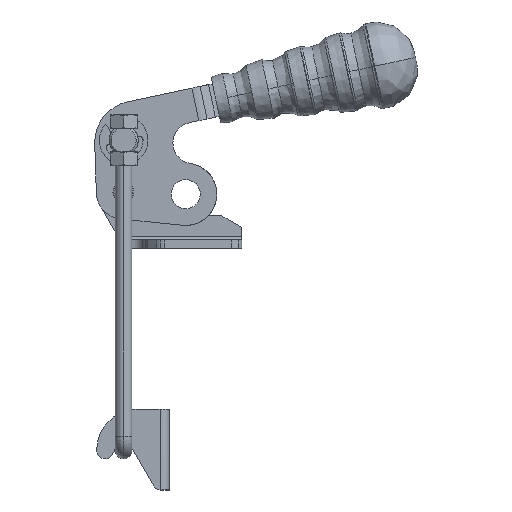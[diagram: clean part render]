
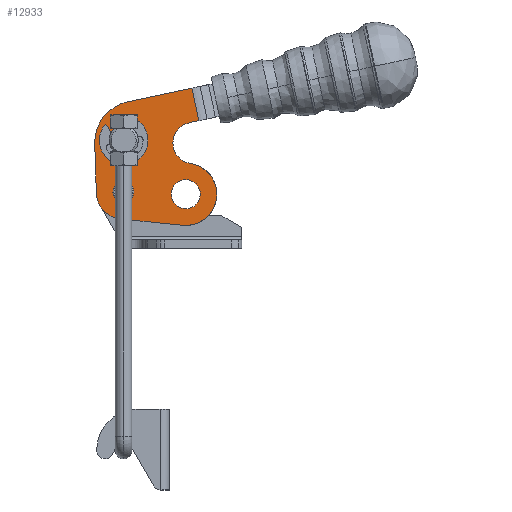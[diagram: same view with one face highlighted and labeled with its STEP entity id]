
A CAD part, front view. The second image highlights one B-rep face of the part: STEP entity #12933.
In plain terms, the highlighted free-form (B-spline) face has degree [1, 1] with [2, 2] control points.
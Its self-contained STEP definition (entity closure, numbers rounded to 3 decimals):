
#1095=CARTESIAN_POINT('',(-46.146,-10.656,7.616));
#1096=VERTEX_POINT('',#1095);
#1113=CARTESIAN_POINT('',(-36.146,-10.656,7.616));
#1114=VERTEX_POINT('',#1113);
#1121=CARTESIAN_POINT('',(-41.146,-10.656,7.616));
#1122=DIRECTION('',(0.,1.0,0.));
#1123=DIRECTION('',(-1.0,0.,0.));
#1124=AXIS2_PLACEMENT_3D('',#1121,#1122,#1123);
#1125=CIRCLE('',#1124,5.);
#1126=EDGE_CURVE('',#1096,#1114,#1125,.T.);
#1220=CARTESIAN_POINT('',(-17.88,-10.656,4.812));
#1221=VERTEX_POINT('',#1220);
#1230=CARTESIAN_POINT('',(-4.312,-10.656,8.421));
#1231=VERTEX_POINT('',#1230);
#1232=CARTESIAN_POINT('',(-11.096,-10.656,6.616));
#1233=DIRECTION('',(0.,1.0,0.));
#1234=DIRECTION('',(-0.966,0.,-0.257));
#1235=AXIS2_PLACEMENT_3D('',#1232,#1233,#1234);
#1236=CIRCLE('',#1235,7.02);
#1237=EDGE_CURVE('',#1231,#1221,#1236,.T.);
#2510=CARTESIAN_POINT('',(-44.185,-10.656,21.384));
#2511=VERTEX_POINT('',#2510);
#2527=CARTESIAN_POINT('',(-49.919,-10.656,40.183));
#2528=VERTEX_POINT('',#2527);
#2535=CARTESIAN_POINT('',(-40.979,-10.656,32.636));
#2536=DIRECTION('',(0.,1.0,0.));
#2537=DIRECTION('',(-0.274,0.,-0.962));
#2538=AXIS2_PLACEMENT_3D('',#2535,#2536,#2537);
#2539=CIRCLE('',#2538,11.7);
#2540=EDGE_CURVE('',#2511,#2528,#2539,.T.);
#6096=CARTESIAN_POINT('',(-52.404,-10.656,1.116));
#6097=VERTEX_POINT('',#6096);
#6115=CARTESIAN_POINT('',(-42.441,-10.656,-5.319));
#6116=VERTEX_POINT('',#6115);
#6123=CARTESIAN_POINT('',(-41.146,-10.656,7.616));
#6124=DIRECTION('',(0.,1.,0.));
#6125=DIRECTION('',(0.999,0.,0.033));
#6126=AXIS2_PLACEMENT_3D('',#6123,#6124,#6125);
#6127=CIRCLE('',#6126,13.0);
#6128=EDGE_CURVE('',#6116,#6097,#6127,.T.);
#6155=CARTESIAN_POINT('',(-54.139,-10.656,7.184));
#6156=VERTEX_POINT('',#6155);
#6157=CARTESIAN_POINT('',(-41.146,-10.656,7.616));
#6158=DIRECTION('',(0.,1.,0.));
#6159=DIRECTION('',(0.999,0.,0.033));
#6160=AXIS2_PLACEMENT_3D('',#6157,#6158,#6159);
#6161=CIRCLE('',#6160,13.0);
#6162=EDGE_CURVE('',#6097,#6156,#6161,.T.);
#8022=CARTESIAN_POINT('',(-39.107,-10.656,51.127));
#8023=VERTEX_POINT('',#8022);
#8030=CARTESIAN_POINT('',(-8.092,-10.656,57.734));
#8031=VERTEX_POINT('',#8030);
#8032=CARTESIAN_POINT('',(-39.107,-10.656,51.127));
#8033=DIRECTION('',(0.978,0.,0.208));
#8034=VECTOR('',#8033,31.711);
#8035=LINE('',#8032,#8034);
#8036=EDGE_CURVE('',#8023,#8031,#8035,.T.);
#9988=CARTESIAN_POINT('',(-8.807,-10.656,21.441));
#9989=VERTEX_POINT('',#9988);
#9996=CARTESIAN_POINT('',(-12.591,-10.656,-8.309));
#9997=VERTEX_POINT('',#9996);
#9998=CARTESIAN_POINT('',(-11.096,-10.656,6.616));
#9999=DIRECTION('',(0.,1.0,0.));
#10000=DIRECTION('',(0.1,0.,0.995));
#10001=AXIS2_PLACEMENT_3D('',#9998,#9999,#10000);
#10002=CIRCLE('',#10001,15.);
#10003=EDGE_CURVE('',#9989,#9997,#10002,.T.);
#10022=CARTESIAN_POINT('',(-12.591,-10.656,-8.309));
#10023=DIRECTION('',(-0.995,0.,0.1));
#10024=VECTOR('',#10023,30.);
#10025=LINE('',#10022,#10024);
#10026=EDGE_CURVE('',#9997,#6116,#10025,.T.);
#10039=CARTESIAN_POINT('',(-54.929,-10.656,30.9));
#10040=VERTEX_POINT('',#10039);
#10041=CARTESIAN_POINT('',(-54.139,-10.656,7.184));
#10042=DIRECTION('',(-0.033,0.,0.999));
#10043=VECTOR('',#10042,23.73);
#10044=LINE('',#10041,#10043);
#10045=EDGE_CURVE('',#6156,#10040,#10044,.T.);
#10084=CARTESIAN_POINT('',(-34.94,-10.656,31.566));
#10085=DIRECTION('',(0.,1.0,0.));
#10086=DIRECTION('',(0.208,0.,-0.978));
#10087=AXIS2_PLACEMENT_3D('',#10084,#10085,#10086);
#10088=CIRCLE('',#10087,20.0);
#10089=EDGE_CURVE('',#10040,#8023,#10088,.T.);
#10122=CARTESIAN_POINT('',(-9.364,-10.656,41.104));
#10123=VERTEX_POINT('',#10122);
#10130=CARTESIAN_POINT('',(-7.281,-10.656,31.324));
#10131=DIRECTION('',(0.,-1.0,0.));
#10132=DIRECTION('',(-0.208,0.,0.978));
#10133=AXIS2_PLACEMENT_3D('',#10130,#10131,#10132);
#10134=CIRCLE('',#10133,10.0);
#10135=EDGE_CURVE('',#10123,#9989,#10134,.T.);
#10264=CARTESIAN_POINT('',(-4.758,-10.656,42.085));
#10265=VERTEX_POINT('',#10264);
#10280=CARTESIAN_POINT('',(-8.092,-10.656,57.734));
#10281=DIRECTION('',(0.208,0.,-0.978));
#10282=VECTOR('',#10281,16.);
#10283=LINE('',#10280,#10282);
#10284=EDGE_CURVE('',#8031,#10265,#10283,.T.);
#12840=CARTESIAN_POINT('',(-54.875,-10.656,-10.342));
#12841=CARTESIAN_POINT('',(-57.14,-10.656,57.661));
#12842=CARTESIAN_POINT('',(6.104,-10.656,-8.31));
#12843=CARTESIAN_POINT('',(3.839,-10.656,59.692));
#12844=B_SPLINE_SURFACE_WITH_KNOTS('',1,1,((#12840,#12842),(#12841,#12843)),.UNSPECIFIED.,.F.,.F.,.U.,(2,2),(2,2),(0.0,68.04),(0.0,61.013),.UNSPECIFIED.);
#12845=ORIENTED_EDGE('',*,*,#10284,.F.);
#12846=ORIENTED_EDGE('',*,*,#8036,.F.);
#12847=ORIENTED_EDGE('',*,*,#10089,.F.);
#12848=ORIENTED_EDGE('',*,*,#10045,.F.);
#12849=ORIENTED_EDGE('',*,*,#6162,.F.);
#12850=ORIENTED_EDGE('',*,*,#6128,.F.);
#12851=ORIENTED_EDGE('',*,*,#10026,.F.);
#12852=ORIENTED_EDGE('',*,*,#10003,.F.);
#12853=ORIENTED_EDGE('',*,*,#10135,.F.);
#12854=CARTESIAN_POINT('',(-4.758,-10.656,42.085));
#12855=DIRECTION('',(-0.978,0.0,-0.208));
#12856=VECTOR('',#12855,4.71);
#12857=LINE('',#12854,#12856);
#12858=EDGE_CURVE('',#10265,#10123,#12857,.T.);
#12859=ORIENTED_EDGE('',*,*,#12858,.F.);
#12860=EDGE_LOOP('',(#12845,#12846,#12847,#12848,#12849,#12850,#12851,#12852,#12853,#12859));
#12861=FACE_OUTER_BOUND('',#12860,.T.);
#12862=ORIENTED_EDGE('',*,*,#1126,.T.);
#12863=CARTESIAN_POINT('',(-41.146,-10.656,7.616));
#12864=DIRECTION('',(0.,1.0,0.));
#12865=DIRECTION('',(-1.0,0.,0.));
#12866=AXIS2_PLACEMENT_3D('',#12863,#12864,#12865);
#12867=CIRCLE('',#12866,5.);
#12868=EDGE_CURVE('',#1114,#1096,#12867,.T.);
#12869=ORIENTED_EDGE('',*,*,#12868,.T.);
#12870=EDGE_LOOP('',(#12862,#12869));
#12871=FACE_BOUND('',#12870,.T.);
#12872=ORIENTED_EDGE('',*,*,#1237,.T.);
#12873=CARTESIAN_POINT('',(-11.096,-10.656,6.616));
#12874=DIRECTION('',(0.,1.0,0.));
#12875=DIRECTION('',(-0.966,0.,-0.257));
#12876=AXIS2_PLACEMENT_3D('',#12873,#12874,#12875);
#12877=CIRCLE('',#12876,7.02);
#12878=EDGE_CURVE('',#1221,#1231,#12877,.T.);
#12879=ORIENTED_EDGE('',*,*,#12878,.T.);
#12880=EDGE_LOOP('',(#12872,#12879));
#12881=FACE_BOUND('',#12880,.T.);
#12882=CARTESIAN_POINT('',(-37.492,-10.656,41.594));
#12883=VERTEX_POINT('',#12882);
#12884=CARTESIAN_POINT('',(-36.665,-10.656,43.512));
#12885=VERTEX_POINT('',#12884);
#12886=CARTESIAN_POINT('',(-37.492,-10.656,41.594));
#12887=DIRECTION('',(0.396,0.0,0.918));
#12888=VECTOR('',#12887,2.088);
#12889=LINE('',#12886,#12888);
#12890=EDGE_CURVE('',#12883,#12885,#12889,.T.);
#12891=ORIENTED_EDGE('',*,*,#12890,.T.);
#12892=CARTESIAN_POINT('',(-40.979,-10.656,32.636));
#12893=DIRECTION('',(0.,1.0,0.));
#12894=DIRECTION('',(-0.274,0.,-0.962));
#12895=AXIS2_PLACEMENT_3D('',#12892,#12893,#12894);
#12896=CIRCLE('',#12895,11.7);
#12897=EDGE_CURVE('',#12885,#2511,#12896,.T.);
#12898=ORIENTED_EDGE('',*,*,#12897,.T.);
#12899=ORIENTED_EDGE('',*,*,#2540,.T.);
#12900=CARTESIAN_POINT('',(-48.285,-10.656,38.884));
#12901=VERTEX_POINT('',#12900);
#12902=CARTESIAN_POINT('',(-49.919,-10.656,40.183));
#12903=DIRECTION('',(0.783,0.0,-0.622));
#12904=VECTOR('',#12903,2.088);
#12905=LINE('',#12902,#12904);
#12906=EDGE_CURVE('',#2528,#12901,#12905,.T.);
#12907=ORIENTED_EDGE('',*,*,#12906,.T.);
#12908=CARTESIAN_POINT('',(-47.155,-10.656,35.973));
#12909=VERTEX_POINT('',#12908);
#12910=CARTESIAN_POINT('',(-47.155,-10.656,35.973));
#12911=DIRECTION('',(-0.362,0.,0.932));
#12912=VECTOR('',#12911,3.123);
#12913=LINE('',#12910,#12912);
#12914=EDGE_CURVE('',#12909,#12901,#12913,.T.);
#12915=ORIENTED_EDGE('',*,*,#12914,.F.);
#12916=CARTESIAN_POINT('',(-37.112,-10.656,38.495));
#12917=VERTEX_POINT('',#12916);
#12918=CARTESIAN_POINT('',(-40.979,-10.656,32.636));
#12919=DIRECTION('',(0.,1.0,0.));
#12920=DIRECTION('',(-0.939,0.,0.345));
#12921=AXIS2_PLACEMENT_3D('',#12918,#12919,#12920);
#12922=CIRCLE('',#12921,7.02);
#12923=EDGE_CURVE('',#12909,#12917,#12922,.T.);
#12924=ORIENTED_EDGE('',*,*,#12923,.T.);
#12925=CARTESIAN_POINT('',(-37.112,-10.656,38.495));
#12926=DIRECTION('',(-0.122,0.,0.993));
#12927=VECTOR('',#12926,3.123);
#12928=LINE('',#12925,#12927);
#12929=EDGE_CURVE('',#12917,#12883,#12928,.T.);
#12930=ORIENTED_EDGE('',*,*,#12929,.T.);
#12931=EDGE_LOOP('',(#12891,#12898,#12899,#12907,#12915,#12924,#12930));
#12932=FACE_BOUND('',#12931,.T.);
#12933=ADVANCED_FACE('',(#12861,#12871,#12881,#12932),#12844,.F.);
